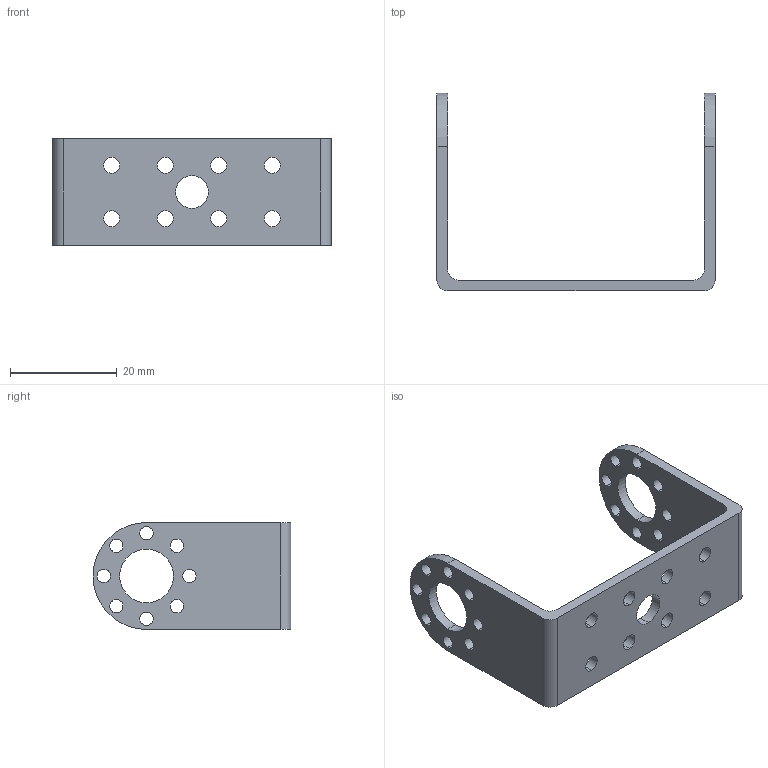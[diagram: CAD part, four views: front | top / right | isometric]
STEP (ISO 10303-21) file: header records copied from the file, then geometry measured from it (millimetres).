
FILE_DESCRIPTION (( 'STEP AP203' ), '1' );
FILE_NAME ('40×20×40系列U型舵盘支架-3D.STEP', '2024-10-16T05:51:22', ( 'Windows 用户' ), ( '' ), 'SwSTEP 2.0', 'SolidWorks 2021', '' );
FILE_SCHEMA (( 'CONFIG_CONTROL_DESIGN' ));
Length unit declared in the file: millimetre
Products named in the file (1): 40×20×40系列U型舵盘支架-3D
Bounding box: 52 x 37 x 20 mm (x, y, z)
Volume: 4062.4 mm3; surface area: 5094.1 mm2
Topology: 1 solids, 1 shells, 68 faces, 198 edges, 132 vertices
Faces by surface type: cylinder 60, plane 8
Entity records: 2507 total; most frequent: DIRECTION 456, CARTESIAN_POINT 399, ORIENTED_EDGE 396, EDGE_CURVE 198, AXIS2_PLACEMENT_3D 189, VERTEX_POINT 132, EDGE_LOOP 122, CIRCLE 120
